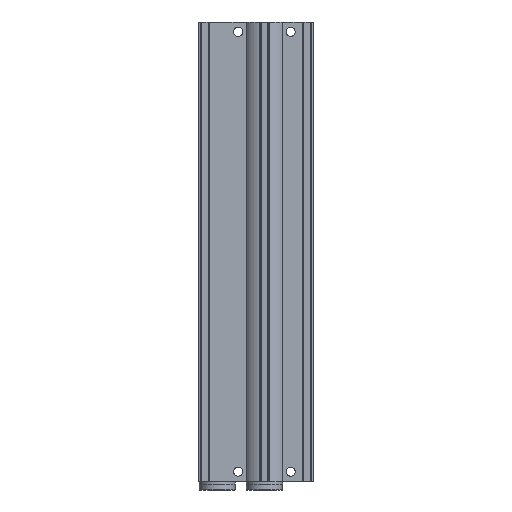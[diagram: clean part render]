
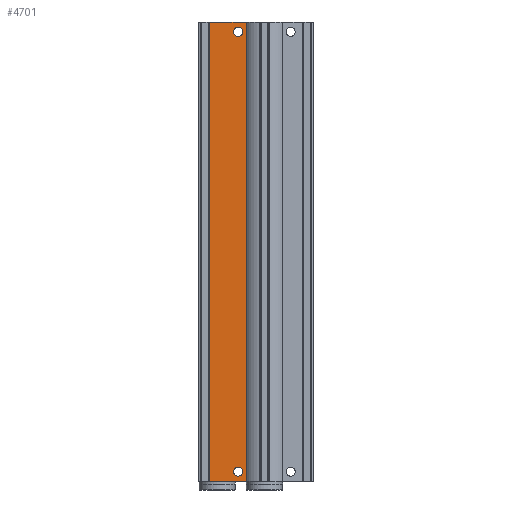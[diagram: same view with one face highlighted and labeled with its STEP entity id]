
A CAD part, front view. The second image highlights one B-rep face of the part: STEP entity #4701.
In plain terms, the highlighted planar face has unit normal (0, -1, 0).
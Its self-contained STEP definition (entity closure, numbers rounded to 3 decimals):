
#241=PLANE('',#5076);
#374=CIRCLE('',#5077,2.75);
#375=CIRCLE('',#5078,2.75);
#753=ORIENTED_EDGE('',*,*,#1953,.F.);
#754=ORIENTED_EDGE('',*,*,#1954,.F.);
#755=ORIENTED_EDGE('',*,*,#1955,.F.);
#756=ORIENTED_EDGE('',*,*,#1952,.F.);
#757=ORIENTED_EDGE('',*,*,#1956,.T.);
#758=ORIENTED_EDGE('',*,*,#1957,.T.);
#1952=EDGE_CURVE('',#2547,#2546,#2995,.T.);
#1953=EDGE_CURVE('',#2548,#2548,#374,.T.);
#1954=EDGE_CURVE('',#2549,#2549,#375,.T.);
#1955=EDGE_CURVE('',#2546,#2550,#2996,.T.);
#1956=EDGE_CURVE('',#2547,#2551,#2997,.T.);
#1957=EDGE_CURVE('',#2551,#2550,#2998,.T.);
#2546=VERTEX_POINT('',#7671);
#2547=VERTEX_POINT('',#7673);
#2548=VERTEX_POINT('',#7677);
#2549=VERTEX_POINT('',#7679);
#2550=VERTEX_POINT('',#7681);
#2551=VERTEX_POINT('',#7683);
#2995=LINE('',#7674,#3278);
#2996=LINE('',#7680,#3279);
#2997=LINE('',#7682,#3280);
#2998=LINE('',#7684,#3281);
#3278=VECTOR('',#5766,1000.);
#3279=VECTOR('',#5773,1000.);
#3280=VECTOR('',#5774,1000.);
#3281=VECTOR('',#5775,1000.);
#3566=EDGE_LOOP('',(#753));
#3567=EDGE_LOOP('',(#754));
#3568=EDGE_LOOP('',(#755,#756,#757,#758));
#4075=FACE_BOUND('',#3566,.T.);
#4076=FACE_BOUND('',#3567,.T.);
#4077=FACE_BOUND('',#3568,.T.);
#4701=ADVANCED_FACE('',(#4075,#4076,#4077),#241,.T.);
#5076=AXIS2_PLACEMENT_3D('',#7675,#5767,#5768);
#5077=AXIS2_PLACEMENT_3D('',#7676,#5769,#5770);
#5078=AXIS2_PLACEMENT_3D('',#7678,#5771,#5772);
#5766=DIRECTION('',(0.,0.,1.));
#5767=DIRECTION('',(0.,-1.,0.));
#5768=DIRECTION('',(0.,0.,-1.));
#5769=DIRECTION('',(0.,-1.,0.));
#5770=DIRECTION('',(0.,0.,-1.));
#5771=DIRECTION('',(0.,-1.,0.));
#5772=DIRECTION('',(0.,0.,-1.));
#5773=DIRECTION('',(1.,0.,0.));
#5774=DIRECTION('',(1.,0.,0.));
#5775=DIRECTION('',(0.,0.,1.));
#7671=CARTESIAN_POINT('',(-33.25,6.,0.));
#7673=CARTESIAN_POINT('',(-33.25,6.,-279.5));
#7674=CARTESIAN_POINT('',(-33.25,6.,-279.5));
#7675=CARTESIAN_POINT('',(-33.25,6.,-279.5));
#7676=CARTESIAN_POINT('',(-16.,6.,-273.5));
#7677=CARTESIAN_POINT('',(-16.,6.,-276.25));
#7678=CARTESIAN_POINT('',(-16.,6.,-6.));
#7679=CARTESIAN_POINT('',(-16.,6.,-8.75));
#7680=CARTESIAN_POINT('',(-33.25,6.,0.));
#7681=CARTESIAN_POINT('',(-11.124,6.,0.));
#7682=CARTESIAN_POINT('',(-33.25,6.,-279.5));
#7683=CARTESIAN_POINT('',(-11.124,6.,-279.5));
#7684=CARTESIAN_POINT('',(-11.124,6.,-279.5));
